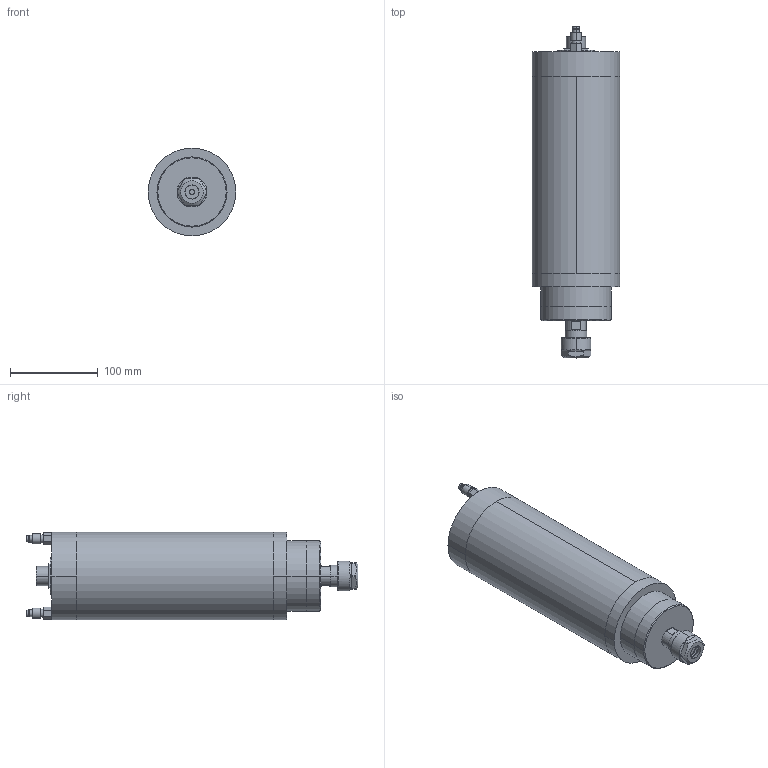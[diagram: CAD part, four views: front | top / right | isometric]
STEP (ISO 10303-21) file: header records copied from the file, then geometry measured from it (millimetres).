
FILE_DESCRIPTION (( 'STEP AP214' ), '1' );
FILE_NAME ('GDZ27軞蚾.STEP', '2021-05-06T00:25:08', ( '萇齟' ), ( '' ), 'SwSTEP 2.0', 'SolidWorks 2018', '' );
FILE_SCHEMA (( 'AUTOMOTIVE_DESIGN' ));
Length unit declared in the file: millimetre
Products named in the file (11): GDZ24-1B儂褲1; GDZ24-1B堤盄釱; GDZ27軞蚾; GDZ24-1B粣芛1; 堤盄釱脣芛28x28; GDZ17阨郲; ER20蹟簽; GDZ24-1B儂褲2; ER20 粟俶芠標; GDZ24-1B儂褲; GDZ24-1B粣創釱
Assembly tree (11 placements, depth 2):
  GDZ27軞蚾
    GDZ24-1B儂褲
    ER20 粟俶芠標
    ER20蹟簽
    GDZ17阨郲  x2
    GDZ24-1B堤盄釱
    堤盄釱脣芛28x28
    GDZ24-1B粣芛1
    GDZ24-1B粣創釱
    GDZ24-1B儂褲1
    GDZ24-1B儂褲2
Bounding box: 100 x 378.5 x 100 mm (x, y, z)
Volume: 2335167.8 mm3; surface area: 179375.5 mm2
Topology: 11 solids, 11 shells, 154 faces, 328 edges, 214 vertices
Faces by surface type: plane 66, cylinder 62, cone 22, torus 4
Entity records: 4382 total; most frequent: CARTESIAN_POINT 916, DIRECTION 688, ORIENTED_EDGE 556, AXIS2_PLACEMENT_3D 282, EDGE_CURVE 278, VERTEX_POINT 182, EDGE_LOOP 158, CIRCLE 138
